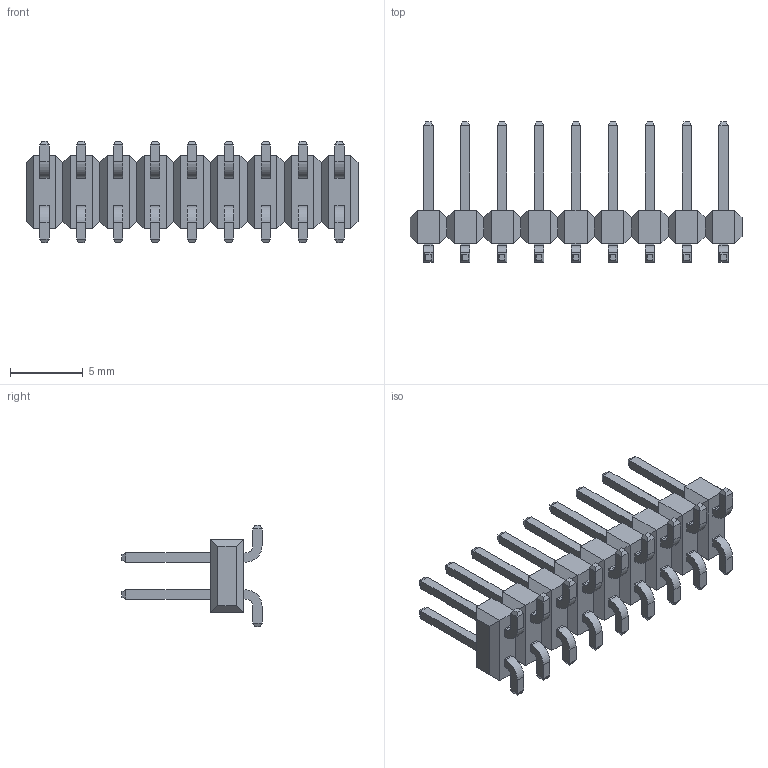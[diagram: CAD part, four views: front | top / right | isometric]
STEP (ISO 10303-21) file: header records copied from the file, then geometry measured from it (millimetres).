
FILE_DESCRIPTION((''),'2;1');
FILE_NAME('015910180','2016-12-20T',('ghp'),(''),'PRO/ENGINEER BY PARAMETRIC TECHNOLOGY CORPORATION, 2012310','PRO/ENGINEER BY PARAMETRIC TECHNOLOGY CORPORATION, 2012310','');
FILE_SCHEMA(('CONFIG_CONTROL_DESIGN'));
Length unit declared in the file: inch
Products named in the file (1): 015910180
Bounding box: 22.86 x 9.65 x 6.99 mm (x, y, z)
Volume: 297.8 mm3; surface area: 772.5 mm2
Topology: 1 solids, 1 shells, 506 faces, 1228 edges, 760 vertices
Faces by surface type: plane 470, cylinder 36
Entity records: 14167 total; most frequent: CARTESIAN_POINT 2423, DIRECTION 2314, ORIENTED_EDGE 2312, VECTOR 1156, LINE 1156, EDGE_CURVE 1156, VERTEX_POINT 688, AXIS2_PLACEMENT_3D 579
